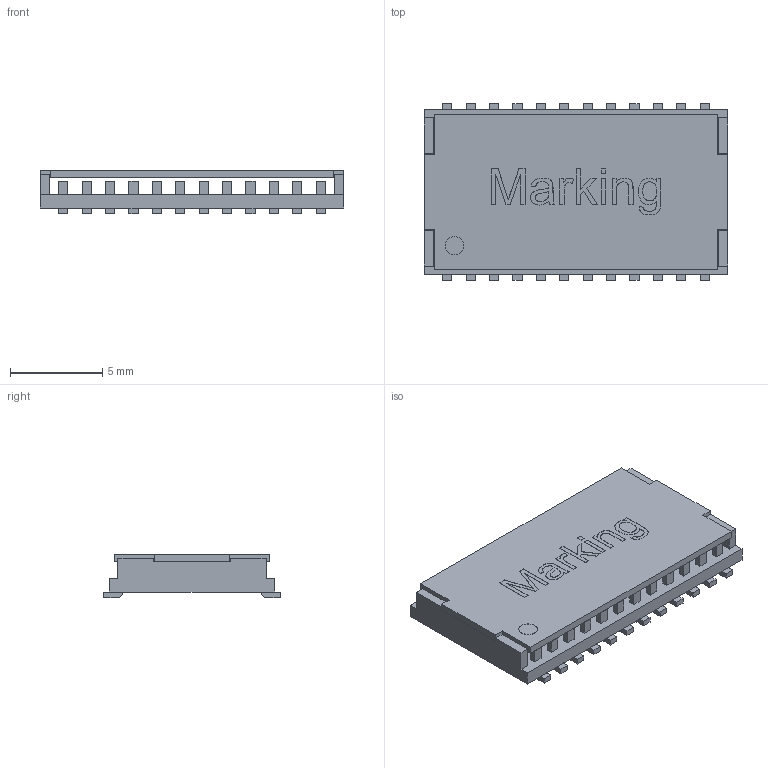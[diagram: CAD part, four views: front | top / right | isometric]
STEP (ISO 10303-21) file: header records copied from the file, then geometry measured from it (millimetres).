
FILE_DESCRIPTION( ( 'Unknown' ), '1' );
FILE_NAME( '749023113C.stp', 'Unknown', ( 'Unknown' ), ( 'Unknown' ), 'PSStep 21.0.46', 'Unknown', ' ' );
FILE_SCHEMA( ( 'AUTOMOTIVE_DESIGN { 1 0 10303 214 1 1 1 1 }' ) );
Length unit declared in the file: millimetre
Products named in the file (27): Assem1; Bottom; Pins; Cover
Assembly tree (26 placements, depth 2):
  Assem1
    Bottom
    Pins
    Pins
    Pins
    Pins
    Pins
    Pins
    Pins
    Pins
    Pins
    Pins
    Pins
    Pins
    Pins
    Pins
    Pins
    Pins
    Pins
    Pins
    Pins
    Pins
    Pins
    Pins
    Pins
    Pins
    Cover
Bounding box: 16.5 x 9.6 x 2.34 mm (x, y, z)
Volume: 179 mm3; surface area: 781.5 mm2
Topology: 26 solids, 26 shells, 426 faces, 1089 edges, 726 vertices
Faces by surface type: plane 385, cylinder 25, extrusion 16
Full cylindrical faces by diameter (mm): 1 x1
Entity records: 17245 total; most frequent: CARTESIAN_POINT 3164, ORIENTED_EDGE 2174, DIRECTION 1903, EDGE_CURVE 1087, VECTOR 929, LINE 913, VERTEX_POINT 726, AXIS2_PLACEMENT_3D 487
